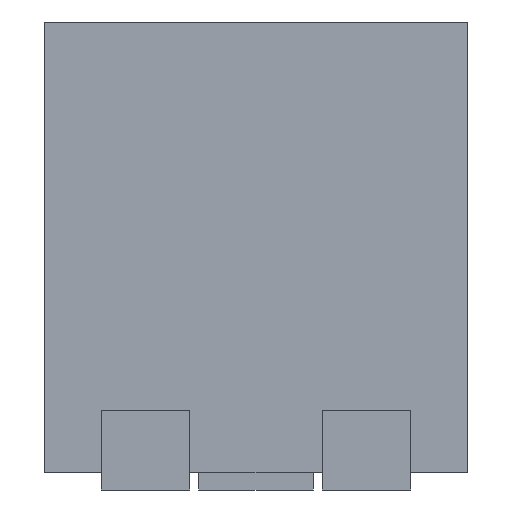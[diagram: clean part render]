
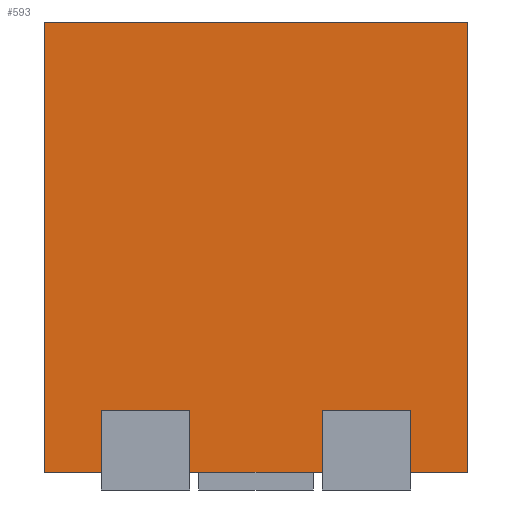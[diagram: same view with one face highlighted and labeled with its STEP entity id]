
A CAD part, left-side view. The second image highlights one B-rep face of the part: STEP entity #593.
In plain terms, the highlighted planar face has unit normal (-1, 0, 0).
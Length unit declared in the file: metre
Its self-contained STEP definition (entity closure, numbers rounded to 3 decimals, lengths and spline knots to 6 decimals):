
#45=ORIENTED_EDGE('',*,*,#207,.T.);
#46=ORIENTED_EDGE('',*,*,#208,.T.);
#47=ORIENTED_EDGE('',*,*,#209,.F.);
#48=ORIENTED_EDGE('',*,*,#210,.F.);
#49=ORIENTED_EDGE('',*,*,#211,.T.);
#50=ORIENTED_EDGE('',*,*,#212,.F.);
#51=ORIENTED_EDGE('',*,*,#213,.F.);
#52=ORIENTED_EDGE('',*,*,#214,.T.);
#53=ORIENTED_EDGE('',*,*,#215,.T.);
#54=ORIENTED_EDGE('',*,*,#216,.T.);
#55=ORIENTED_EDGE('',*,*,#217,.F.);
#56=ORIENTED_EDGE('',*,*,#218,.F.);
#207=EDGE_CURVE('',#288,#289,#343,.T.);
#208=EDGE_CURVE('',#289,#290,#344,.T.);
#209=EDGE_CURVE('',#291,#290,#345,.T.);
#210=EDGE_CURVE('',#292,#291,#346,.T.);
#211=EDGE_CURVE('',#292,#293,#347,.T.);
#212=EDGE_CURVE('',#294,#293,#348,.T.);
#213=EDGE_CURVE('',#295,#294,#349,.T.);
#214=EDGE_CURVE('',#295,#296,#350,.T.);
#215=EDGE_CURVE('',#296,#297,#351,.T.);
#216=EDGE_CURVE('',#297,#298,#352,.T.);
#217=EDGE_CURVE('',#299,#298,#353,.T.);
#218=EDGE_CURVE('',#288,#299,#354,.T.);
#288=VERTEX_POINT('',#980);
#289=VERTEX_POINT('',#981);
#290=VERTEX_POINT('',#983);
#291=VERTEX_POINT('',#985);
#292=VERTEX_POINT('',#987);
#293=VERTEX_POINT('',#989);
#294=VERTEX_POINT('',#991);
#295=VERTEX_POINT('',#993);
#296=VERTEX_POINT('',#995);
#297=VERTEX_POINT('',#997);
#298=VERTEX_POINT('',#999);
#299=VERTEX_POINT('',#1001);
#343=LINE('',#979,#417);
#344=LINE('',#982,#418);
#345=LINE('',#984,#419);
#346=LINE('',#986,#420);
#347=LINE('',#988,#421);
#348=LINE('',#990,#422);
#349=LINE('',#992,#423);
#350=LINE('',#994,#424);
#351=LINE('',#996,#425);
#352=LINE('',#998,#426);
#353=LINE('',#1000,#427);
#354=LINE('',#1002,#428);
#417=VECTOR('',#827,1.);
#418=VECTOR('',#828,1.);
#419=VECTOR('',#829,1.);
#420=VECTOR('',#830,1.);
#421=VECTOR('',#831,1.);
#422=VECTOR('',#832,1.);
#423=VECTOR('',#833,1.);
#424=VECTOR('',#834,1.);
#425=VECTOR('',#835,1.);
#426=VECTOR('',#836,1.);
#427=VECTOR('',#837,1.);
#428=VECTOR('',#838,1.);
#491=EDGE_LOOP('',(#45,#46,#47,#48,#49,#50,#51,#52,#53,#54,#55,#56));
#527=FACE_BOUND('',#491,.T.);
#563=PLANE('',#784);
#593=ADVANCED_FACE('',(#527),#563,.F.);
#784=AXIS2_PLACEMENT_3D('',#978,#825,#826);
#825=DIRECTION('',(1.,0.,0.));
#826=DIRECTION('',(0.,1.,0.));
#827=DIRECTION('',(0.,-1.,0.));
#828=DIRECTION('',(0.,0.,1.));
#829=DIRECTION('',(0.,1.,0.));
#830=DIRECTION('',(0.,0.,1.));
#831=DIRECTION('',(0.,-1.,0.));
#832=DIRECTION('',(0.,0.,-1.));
#833=DIRECTION('',(0.,-1.,0.));
#834=DIRECTION('',(0.,0.,-1.));
#835=DIRECTION('',(0.,-1.,0.));
#836=DIRECTION('',(0.,0.,1.));
#837=DIRECTION('',(0.,1.,0.));
#838=DIRECTION('',(0.,0.,1.));
#978=CARTESIAN_POINT('',(-0.00175,0.,0.0051));
#979=CARTESIAN_POINT('',(-0.00175,0.,0.));
#980=CARTESIAN_POINT('',(-0.00175,0.00075,0.));
#981=CARTESIAN_POINT('',(-0.00175,-0.00075,0.));
#982=CARTESIAN_POINT('',(-0.00175,-0.00075,0.0051));
#983=CARTESIAN_POINT('',(-0.00175,-0.00075,0.0007));
#984=CARTESIAN_POINT('',(-0.00175,0.,0.0007));
#985=CARTESIAN_POINT('',(-0.00175,-0.00175,0.0007));
#986=CARTESIAN_POINT('',(-0.00175,-0.00175,0.0051));
#987=CARTESIAN_POINT('',(-0.00175,-0.00175,0.));
#988=CARTESIAN_POINT('',(-0.00175,0.,0.));
#989=CARTESIAN_POINT('',(-0.00175,-0.0024,0.));
#990=CARTESIAN_POINT('',(-0.00175,-0.0024,0.0051));
#991=CARTESIAN_POINT('',(-0.00175,-0.0024,0.0051));
#992=CARTESIAN_POINT('',(-0.00175,0.,0.0051));
#993=CARTESIAN_POINT('',(-0.00175,0.0024,0.0051));
#994=CARTESIAN_POINT('',(-0.00175,0.0024,0.0051));
#995=CARTESIAN_POINT('',(-0.00175,0.0024,0.));
#996=CARTESIAN_POINT('',(-0.00175,0.,0.));
#997=CARTESIAN_POINT('',(-0.00175,0.00175,0.));
#998=CARTESIAN_POINT('',(-0.00175,0.00175,0.0051));
#999=CARTESIAN_POINT('',(-0.00175,0.00175,0.0007));
#1000=CARTESIAN_POINT('',(-0.00175,0.,0.0007));
#1001=CARTESIAN_POINT('',(-0.00175,0.00075,0.0007));
#1002=CARTESIAN_POINT('',(-0.00175,0.00075,0.0051));
